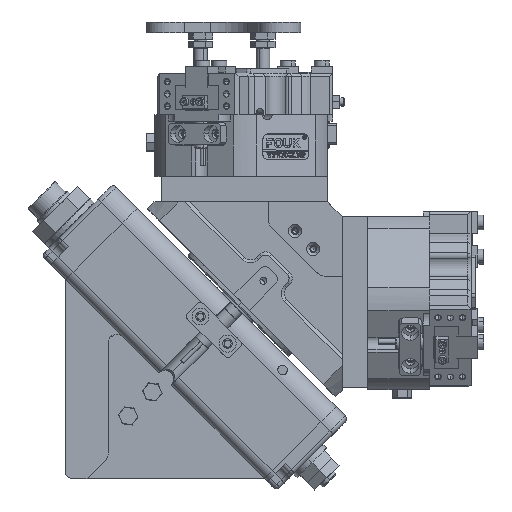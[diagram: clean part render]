
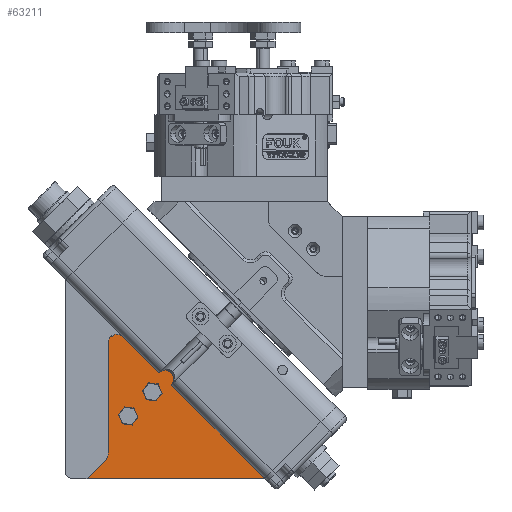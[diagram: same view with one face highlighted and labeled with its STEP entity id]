
A CAD part, top view. The second image highlights one B-rep face of the part: STEP entity #63211.
In plain terms, the highlighted planar face has unit normal (0, 0, 1).
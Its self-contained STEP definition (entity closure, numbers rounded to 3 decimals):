
#607 = EDGE_CURVE ( 'NONE', #69764, #69887, #39940, .T. ) ;
#1340 = CARTESIAN_POINT ( 'NONE',  ( 27.802, -21.978, 207.7 ) ) ;
#2397 = LINE ( 'NONE', #17278, #56025 ) ;
#2832 = LINE ( 'NONE', #26402, #30661 ) ;
#3617 = VERTEX_POINT ( 'NONE', #20315 ) ;
#5898 = EDGE_CURVE ( 'NONE', #79872, #31108, #2832, .T. ) ;
#5996 = DIRECTION ( 'NONE',  ( 0.707, -0.707, 0. ) ) ;
#7735 = DIRECTION ( 'NONE',  ( -0.707, 0.707, 0. ) ) ;
#8306 = EDGE_CURVE ( 'NONE', #55710, #13518, #39269, .T. ) ;
#9432 = CARTESIAN_POINT ( 'NONE',  ( 53.496, -41.683, 207.7 ) ) ;
#9915 = LINE ( 'NONE', #18157, #66512 ) ;
#11617 = LINE ( 'NONE', #45649, #43415 ) ;
#12268 = CARTESIAN_POINT ( 'NONE',  ( 50.471, -38.99, 207.7 ) ) ;
#12871 = FACE_OUTER_BOUND ( 'NONE', #79714, .T. ) ;
#13033 = DIRECTION ( 'NONE',  ( -0.707, 0.707, 0. ) ) ;
#13141 = ORIENTED_EDGE ( 'NONE', *, *, #607, .T. ) ;
#13518 = VERTEX_POINT ( 'NONE', #69805 ) ;
#14082 = ORIENTED_EDGE ( 'NONE', *, *, #17367, .T. ) ;
#14272 = AXIS2_PLACEMENT_3D ( 'NONE', #19139, #51051, #13033 ) ;
#14285 = AXIS2_PLACEMENT_3D ( 'NONE', #56765, #57572, #25687 ) ;
#17278 = CARTESIAN_POINT ( 'NONE',  ( 47.435, -35.955, 207.7 ) ) ;
#17367 = EDGE_CURVE ( 'NONE', #69887, #79872, #34497, .T. ) ;
#17789 = EDGE_CURVE ( 'NONE', #31108, #71316, #37586, .T. ) ;
#18157 = CARTESIAN_POINT ( 'NONE',  ( 30.63, -19.15, 207.7 ) ) ;
#18371 = DIRECTION ( 'NONE',  ( -0.707, 0.707, 0. ) ) ;
#19139 = CARTESIAN_POINT ( 'NONE',  ( 27.802, -21.978, 207.7 ) ) ;
#19831 = DIRECTION ( 'NONE',  ( 1., 0., 0. ) ) ;
#20315 = CARTESIAN_POINT ( 'NONE',  ( 47.778, -35.965, 207.7 ) ) ;
#20653 = DIRECTION ( 'NONE',  ( -0.707, -0.707, 0. ) ) ;
#20946 = CARTESIAN_POINT ( 'NONE',  ( 97.14, -85.66, 207.7 ) ) ;
#21759 = VECTOR ( 'NONE', #5996, 1000. ) ;
#22275 = ORIENTED_EDGE ( 'NONE', *, *, #32574, .F. ) ;
#23354 = ORIENTED_EDGE ( 'NONE', *, *, #81706, .F. ) ;
#24320 = ORIENTED_EDGE ( 'NONE', *, *, #8306, .T. ) ;
#24902 = DIRECTION ( 'NONE',  ( 0., 1., 0. ) ) ;
#25687 = DIRECTION ( 'NONE',  ( -0.707, 0.707, 0. ) ) ;
#26235 = VERTEX_POINT ( 'NONE', #70083 ) ;
#26402 = CARTESIAN_POINT ( 'NONE',  ( 23.802, -75.66, 207.7 ) ) ;
#26747 = CARTESIAN_POINT ( 'NONE',  ( 12.935, -19.06, 207.7 ) ) ;
#26895 = EDGE_CURVE ( 'NONE', #71316, #64510, #11617, .T. ) ;
#28947 = DIRECTION ( 'NONE',  ( -0.707, 0.707, 0. ) ) ;
#29291 = EDGE_CURVE ( 'NONE', #31774, #26235, #54932, .T. ) ;
#30034 = DIRECTION ( 'NONE',  ( 0., 0., -1. ) ) ;
#30661 = VECTOR ( 'NONE', #64674, 1000. ) ;
#30696 = AXIS2_PLACEMENT_3D ( 'NONE', #1340, #46065, #7735 ) ;
#31108 = VERTEX_POINT ( 'NONE', #31465 ) ;
#31465 = CARTESIAN_POINT ( 'NONE',  ( 23.802, -73.588, 207.7 ) ) ;
#31570 = CARTESIAN_POINT ( 'NONE',  ( 25.592, -38.99, 207.7 ) ) ;
#31774 = VERTEX_POINT ( 'NONE', #33001 ) ;
#32172 = ORIENTED_EDGE ( 'NONE', *, *, #39127, .F. ) ;
#32574 = EDGE_CURVE ( 'NONE', #26235, #59748, #33703, .T. ) ;
#33001 = CARTESIAN_POINT ( 'NONE',  ( 53.496, -41.683, 207.7 ) ) ;
#33703 = LINE ( 'NONE', #75657, #21759 ) ;
#33843 = VECTOR ( 'NONE', #51543, 1000. ) ;
#34424 = AXIS2_PLACEMENT_3D ( 'NONE', #48357, #66960, #28947 ) ;
#34497 = CIRCLE ( 'NONE', #14285, 4. ) ;
#34597 = CIRCLE ( 'NONE', #41747, 4.05 ) ;
#36418 = DIRECTION ( 'NONE',  ( -0.707, 0.707, 0. ) ) ;
#37586 = CIRCLE ( 'NONE', #34424, 5. ) ;
#38784 = LINE ( 'NONE', #50997, #33843 ) ;
#39127 = EDGE_CURVE ( 'NONE', #73047, #3617, #2397, .T. ) ;
#39269 = CIRCLE ( 'NONE', #14272, 4. ) ;
#39576 = ORIENTED_EDGE ( 'NONE', *, *, #73274, .F. ) ;
#39940 = CIRCLE ( 'NONE', #30696, 4. ) ;
#39975 = CARTESIAN_POINT ( 'NONE',  ( 25.592, -19.06, 207.7 ) ) ;
#41747 = AXIS2_PLACEMENT_3D ( 'NONE', #12268, #30034, #36418 ) ;
#43415 = VECTOR ( 'NONE', #20653, 1000. ) ;
#43635 = VECTOR ( 'NONE', #19831, 1000. ) ;
#45649 = CARTESIAN_POINT ( 'NONE',  ( 13.802, -85.66, 207.7 ) ) ;
#45779 = CARTESIAN_POINT ( 'NONE',  ( 25.067, -19.06, 207.7 ) ) ;
#46065 = DIRECTION ( 'NONE',  ( 0., 0., 1. ) ) ;
#46451 = CARTESIAN_POINT ( 'NONE',  ( 47.435, -35.955, 207.7 ) ) ;
#46658 = ORIENTED_EDGE ( 'NONE', *, *, #72875, .F. ) ;
#46883 = ORIENTED_EDGE ( 'NONE', *, *, #65552, .F. ) ;
#48357 = CARTESIAN_POINT ( 'NONE',  ( 18.802, -73.588, 207.7 ) ) ;
#48891 = DIRECTION ( 'NONE',  ( 0., 0., -1. ) ) ;
#50044 = DIRECTION ( 'NONE',  ( 0.707, -0.707, 0. ) ) ;
#50549 = LINE ( 'NONE', #26747, #43635 ) ;
#50997 = CARTESIAN_POINT ( 'NONE',  ( 97.14, -85.66, 207.7 ) ) ;
#51051 = DIRECTION ( 'NONE',  ( 0., 0., 1. ) ) ;
#51543 = DIRECTION ( 'NONE',  ( -1., 0., 0. ) ) ;
#54932 = LINE ( 'NONE', #9432, #67830 ) ;
#55710 = VERTEX_POINT ( 'NONE', #69131 ) ;
#56015 = CARTESIAN_POINT ( 'NONE',  ( 24.973, -19.15, 207.7 ) ) ;
#56025 = VECTOR ( 'NONE', #61623, 1000. ) ;
#56765 = CARTESIAN_POINT ( 'NONE',  ( 27.802, -21.978, 207.7 ) ) ;
#57572 = DIRECTION ( 'NONE',  ( 0., 0., 1. ) ) ;
#59748 = VERTEX_POINT ( 'NONE', #20946 ) ;
#60357 = ORIENTED_EDGE ( 'NONE', *, *, #29291, .F. ) ;
#60616 = ORIENTED_EDGE ( 'NONE', *, *, #17789, .T. ) ;
#60718 = DIRECTION ( 'NONE',  ( 0.029, -1., 0. ) ) ;
#61578 = VERTEX_POINT ( 'NONE', #39975 ) ;
#61623 = DIRECTION ( 'NONE',  ( 1., -0.029, 0. ) ) ;
#63211 = ADVANCED_FACE ( 'NONE', ( #12871 ), #81139, .F. ) ;
#64510 = VERTEX_POINT ( 'NONE', #77435 ) ;
#64674 = DIRECTION ( 'NONE',  ( 0., -1., 0. ) ) ;
#65392 = ORIENTED_EDGE ( 'NONE', *, *, #5898, .T. ) ;
#65552 = EDGE_CURVE ( 'NONE', #55710, #73047, #9915, .T. ) ;
#66512 = VECTOR ( 'NONE', #50044, 1000. ) ;
#66675 = EDGE_CURVE ( 'NONE', #61578, #13518, #82268, .T. ) ;
#66960 = DIRECTION ( 'NONE',  ( 0., 0., -1. ) ) ;
#67830 = VECTOR ( 'NONE', #60718, 1000. ) ;
#68673 = ORIENTED_EDGE ( 'NONE', *, *, #66675, .F. ) ;
#69131 = CARTESIAN_POINT ( 'NONE',  ( 30.63, -19.15, 207.7 ) ) ;
#69742 = AXIS2_PLACEMENT_3D ( 'NONE', #74419, #48891, #18371 ) ;
#69764 = VERTEX_POINT ( 'NONE', #45779 ) ;
#69805 = CARTESIAN_POINT ( 'NONE',  ( 25.592, -18.644, 207.7 ) ) ;
#69887 = VERTEX_POINT ( 'NONE', #56015 ) ;
#70083 = CARTESIAN_POINT ( 'NONE',  ( 53.506, -42.026, 207.7 ) ) ;
#70367 = VECTOR ( 'NONE', #24902, 1000. ) ;
#70773 = CARTESIAN_POINT ( 'NONE',  ( 22.337, -77.124, 207.7 ) ) ;
#71316 = VERTEX_POINT ( 'NONE', #70773 ) ;
#72875 = EDGE_CURVE ( 'NONE', #69764, #61578, #50549, .T. ) ;
#73047 = VERTEX_POINT ( 'NONE', #46451 ) ;
#73274 = EDGE_CURVE ( 'NONE', #3617, #31774, #34597, .T. ) ;
#74419 = CARTESIAN_POINT ( 'NONE',  ( 50.471, -38.99, 207.7 ) ) ;
#74784 = CARTESIAN_POINT ( 'NONE',  ( 23.802, -21.978, 207.7 ) ) ;
#75657 = CARTESIAN_POINT ( 'NONE',  ( 53.506, -42.026, 207.7 ) ) ;
#77435 = CARTESIAN_POINT ( 'NONE',  ( 13.802, -85.66, 207.7 ) ) ;
#79585 = ORIENTED_EDGE ( 'NONE', *, *, #26895, .T. ) ;
#79714 = EDGE_LOOP ( 'NONE', ( #68673, #46658, #13141, #14082, #65392, #60616, #79585, #23354, #22275, #60357, #39576, #32172, #46883, #24320 ) ) ;
#79872 = VERTEX_POINT ( 'NONE', #74784 ) ;
#81139 = PLANE ( 'NONE',  #69742 ) ;
#81706 = EDGE_CURVE ( 'NONE', #59748, #64510, #38784, .T. ) ;
#82268 = LINE ( 'NONE', #31570, #70367 ) ;
